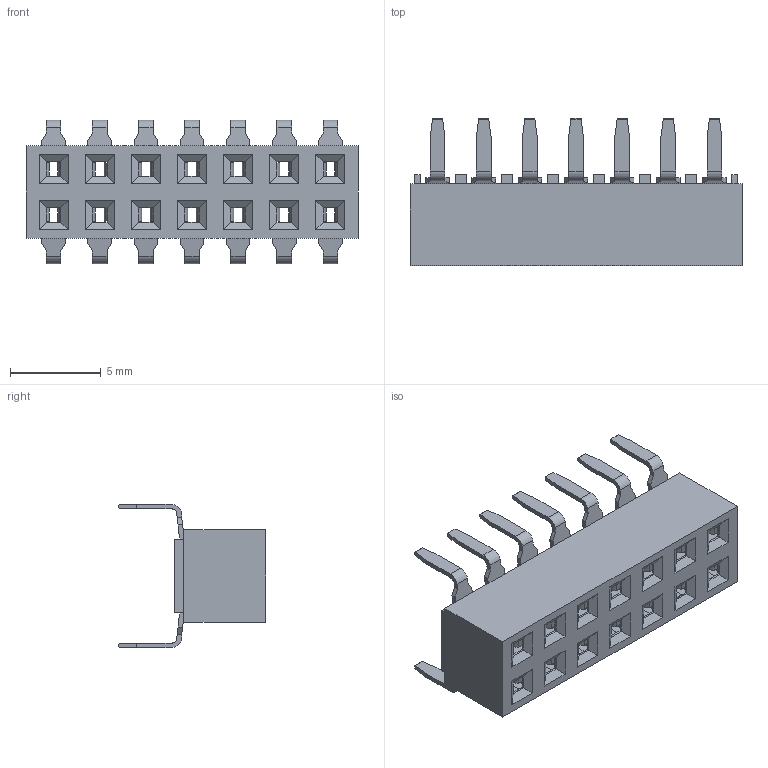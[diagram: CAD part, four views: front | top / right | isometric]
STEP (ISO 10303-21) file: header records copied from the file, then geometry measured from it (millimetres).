
FILE_DESCRIPTION((''),'2;1');
FILE_NAME('PBFG-14-B-030-F_ASM','2023-11-20T',('gain.gao'),(''),'PRO/ENGINEER BY PARAMETRIC TECHNOLOGY CORPORATION, 2015440','PRO/ENGINEER BY PARAMETRIC TECHNOLOGY CORPORATION, 2015440','');
FILE_SCHEMA(('AUTOMOTIVE_DESIGN { 1 0 10303 214 1 1 1 1 }'));
Length unit declared in the file: millimetre
Products named in the file (19): CONTACT_2-27590; CONTACT_2-27920_ASM; CONTACT_2_1-55520; CONTACT_2_1-55850_ASM; CONTACT_2_1_2_ASM; CONTACT_2_1_3_ASM; CONTACT_2_1_4_ASM; CONTACT_2_1_5_ASM; CONTACT_2_1_6_ASM; CONTACT_2_1_7_ASM; CONTACT_2_2_ASM; CONTACT_2_3_ASM; CONTACT_2_4_ASM; CONTACT_2_5_ASM; CONTACT_2_6_ASM; CONTACT_2_7_ASM; HOUSING-123050; HOUSING-123380_ASM; PBFG-14-B-030-F_ASM
Assembly tree (30 placements, depth 3):
  PBFG-14-B-030-F_ASM
    CONTACT_2-27920_ASM
      CONTACT_2-27590
    CONTACT_2_1-55850_ASM
      CONTACT_2_1-55520
    CONTACT_2_1_2_ASM
      CONTACT_2_1-55520
    CONTACT_2_1_3_ASM
      CONTACT_2_1-55520
    CONTACT_2_1_4_ASM
      CONTACT_2_1-55520
    CONTACT_2_1_5_ASM
      CONTACT_2_1-55520
    CONTACT_2_1_6_ASM
      CONTACT_2_1-55520
    CONTACT_2_1_7_ASM
      CONTACT_2_1-55520
    CONTACT_2_2_ASM
      CONTACT_2-27590
    CONTACT_2_3_ASM
      CONTACT_2-27590
    CONTACT_2_4_ASM
      CONTACT_2-27590
    CONTACT_2_5_ASM
      CONTACT_2-27590
    CONTACT_2_6_ASM
      CONTACT_2-27590
    CONTACT_2_7_ASM
      CONTACT_2-27590
    HOUSING-123380_ASM
      HOUSING-123050
Bounding box: 18.28 x 8.1 x 7.9 mm (x, y, z)
Volume: 310.5 mm3; surface area: 1364.4 mm2
Topology: 15 solids, 15 shells, 1376 faces, 3888 edges, 2564 vertices
Faces by surface type: plane 1012, cylinder 364
Entity records: 18912 total; most frequent: CARTESIAN_POINT 2394, ORIENTED_EDGE 2064, DIRECTION 1992, PRESENTATION_STYLE_ASSIGNMENT 1427, STYLED_ITEM 1427, CURVE_STYLE 1032, EDGE_CURVE 1032, VECTOR 888
